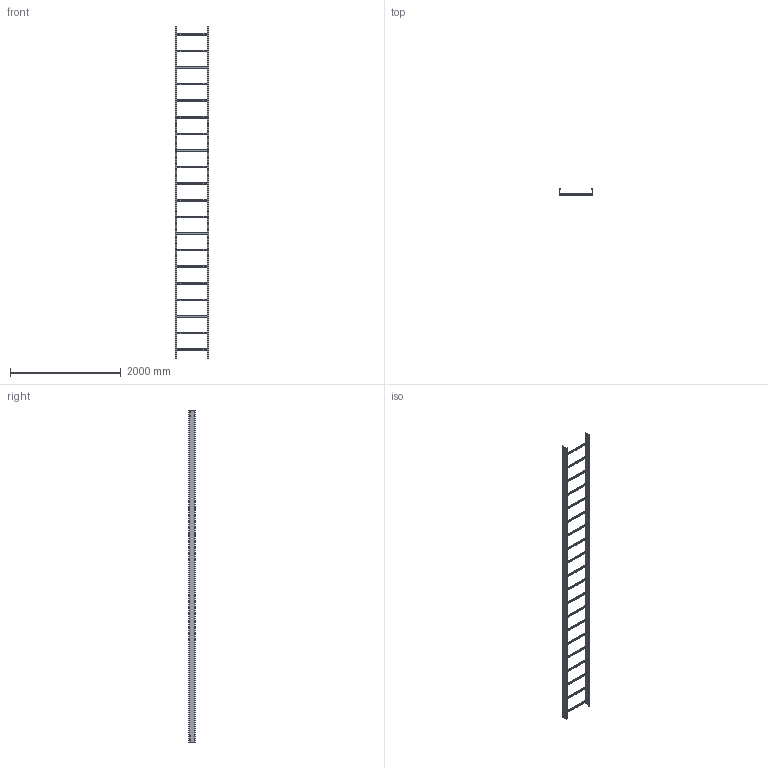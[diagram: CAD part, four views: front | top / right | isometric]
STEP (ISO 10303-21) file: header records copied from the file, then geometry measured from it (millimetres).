
FILE_DESCRIPTION((''),'2;1');
FILE_NAME('6216454_ASM','2012-10-09T',('AndreasKeweloh'),(''),'PRO/ENGINEER BY PARAMETRIC TECHNOLOGY CORPORATION, 2012230','PRO/ENGINEER BY PARAMETRIC TECHNOLOGY CORPORATION, 2012230','');
FILE_SCHEMA(('CONFIG_CONTROL_DESIGN'));
Length unit declared in the file: millimetre
Products named in the file (3): 6216454_LEITERHOLM; 6216416_SPROSSE; 6216454_ASM
Assembly tree (22 placements, depth 2):
  6216454_ASM
    6216454_LEITERHOLM  x2
    6216416_SPROSSE  x20
Bounding box: 600 x 110 x 6000 mm (x, y, z)
Volume: 3777946.3 mm3; surface area: 5115209.9 mm2
Topology: 22 solids, 22 shells, 636 faces, 1776 edges, 1184 vertices
Faces by surface type: plane 404, cylinder 232
Entity records: 3654 total; most frequent: CARTESIAN_POINT 649, DIRECTION 620, ORIENTED_EDGE 588, EDGE_CURVE 294, AXIS2_PLACEMENT_3D 207, VECTOR 206, LINE 206, VERTEX_POINT 196
